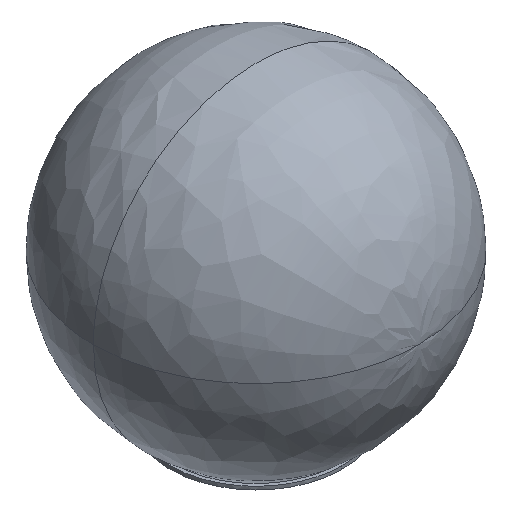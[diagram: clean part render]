
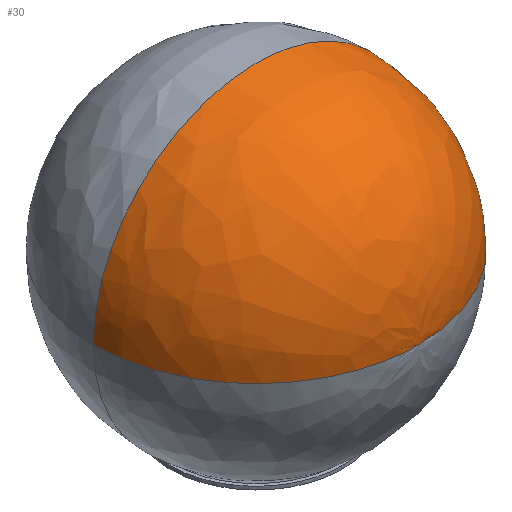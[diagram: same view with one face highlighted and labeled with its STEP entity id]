
A CAD part, isometric view. The second image highlights one B-rep face of the part: STEP entity #30.
In plain terms, the highlighted free-form (B-spline) face has degree [2, 2] with [5, 3] control points.
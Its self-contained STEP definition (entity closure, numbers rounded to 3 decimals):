
#30=ADVANCED_FACE($,(#92),#730,.T.);
#92=FACE_OUTER_BOUND($,#154,.T.);
#154=EDGE_LOOP($,(#240,#241,#242,#243));
#240=ORIENTED_EDGE($,*,*,#509,.T.);
#241=ORIENTED_EDGE($,*,*,#510,.T.);
#242=ORIENTED_EDGE($,*,*,#511,.T.);
#243=ORIENTED_EDGE($,*,*,#508,.T.);
#508=EDGE_CURVE($,#644,#645,#795,.T.);
#509=EDGE_CURVE($,#645,#646,#796,.T.);
#510=EDGE_CURVE($,#646,#647,#797,.T.);
#511=EDGE_CURVE($,#647,#644,#798,.T.);
#644=VERTEX_POINT($,#1871);
#645=VERTEX_POINT($,#1872);
#646=VERTEX_POINT($,#1873);
#647=VERTEX_POINT($,#1874);
#730=(
BOUNDED_SURFACE()
B_SPLINE_SURFACE(2,2,((#1653,#1654,#1655),(#1656,#1657,#1658),(#1659,#1660,
#1661),(#1662,#1663,#1664),(#1665,#1666,#1667)),.UNSPECIFIED.,.F.,.F.,.F.)
B_SPLINE_SURFACE_WITH_KNOTS((3,2,3),(3,3),(0.,51.444,102.888),
(105.789,211.578),.UNSPECIFIED.)
GEOMETRIC_REPRESENTATION_ITEM()
RATIONAL_B_SPLINE_SURFACE(((1.,0.707,1.),(0.707,
0.5,0.707),(1.,0.707,1.),(0.707,0.5,
0.707),(1.,0.707,1.)))
REPRESENTATION_ITEM($)
SURFACE()
);
#795=(
BOUNDED_CURVE()
B_SPLINE_CURVE(2,(#1207,#1208,#1209),.UNSPECIFIED.,.F.,.F.)
B_SPLINE_CURVE_WITH_KNOTS((3,3),(-211.578,-105.789),.UNSPECIFIED.)
CURVE()
GEOMETRIC_REPRESENTATION_ITEM()
RATIONAL_B_SPLINE_CURVE((1.,0.707,1.))
REPRESENTATION_ITEM($)
);
#796=(
BOUNDED_CURVE()
B_SPLINE_CURVE(2,(#1210,#1211,#1212),.UNSPECIFIED.,.F.,.F.)
B_SPLINE_CURVE_WITH_KNOTS((3,3),(79.189,189.827),.UNSPECIFIED.)
CURVE()
GEOMETRIC_REPRESENTATION_ITEM()
RATIONAL_B_SPLINE_CURVE((1.,0.707,1.))
REPRESENTATION_ITEM($)
);
#797=(
BOUNDED_CURVE()
B_SPLINE_CURVE(2,(#1213,#1214,#1215),.UNSPECIFIED.,.F.,.F.)
B_SPLINE_CURVE_WITH_KNOTS((3,3),(0.,110.638),.UNSPECIFIED.)
CURVE()
GEOMETRIC_REPRESENTATION_ITEM()
RATIONAL_B_SPLINE_CURVE((1.,0.707,1.))
REPRESENTATION_ITEM($)
);
#798=(
BOUNDED_CURVE()
B_SPLINE_CURVE(2,(#1216,#1217,#1218),.UNSPECIFIED.,.F.,.F.)
B_SPLINE_CURVE_WITH_KNOTS((3,3),(105.789,211.578),.UNSPECIFIED.)
CURVE()
GEOMETRIC_REPRESENTATION_ITEM()
RATIONAL_B_SPLINE_CURVE((1.,0.707,1.))
REPRESENTATION_ITEM($)
);
#1207=CARTESIAN_POINT($,(0.,-70.,69.544));
#1208=CARTESIAN_POINT($,(70.,-70.,69.544));
#1209=CARTESIAN_POINT($,(70.,0.,69.544));
#1210=CARTESIAN_POINT($,(70.,0.,69.544));
#1211=CARTESIAN_POINT($,(70.,0.,139.544));
#1212=CARTESIAN_POINT($,(0.,0.,139.544));
#1213=CARTESIAN_POINT($,(0.,0.,139.544));
#1214=CARTESIAN_POINT($,(-70.,0.,139.544));
#1215=CARTESIAN_POINT($,(-70.,0.,69.544));
#1216=CARTESIAN_POINT($,(-70.,0.,69.544));
#1217=CARTESIAN_POINT($,(-70.,-70.,69.544));
#1218=CARTESIAN_POINT($,(0.,-70.,69.544));
#1653=CARTESIAN_POINT($,(70.,0.,69.544));
#1654=CARTESIAN_POINT($,(70.,-70.,69.544));
#1655=CARTESIAN_POINT($,(0.,-70.,69.544));
#1656=CARTESIAN_POINT($,(70.,0.,139.544));
#1657=CARTESIAN_POINT($,(70.,-70.,139.544));
#1658=CARTESIAN_POINT($,(0.,-70.,69.544));
#1659=CARTESIAN_POINT($,(0.,0.,139.544));
#1660=CARTESIAN_POINT($,(0.,-70.,139.544));
#1661=CARTESIAN_POINT($,(0.,-70.,69.544));
#1662=CARTESIAN_POINT($,(-70.,0.,139.544));
#1663=CARTESIAN_POINT($,(-70.,-70.,139.544));
#1664=CARTESIAN_POINT($,(0.,-70.,69.544));
#1665=CARTESIAN_POINT($,(-70.,0.,69.544));
#1666=CARTESIAN_POINT($,(-70.,-70.,69.544));
#1667=CARTESIAN_POINT($,(0.,-70.,69.544));
#1871=CARTESIAN_POINT($,(0.,-70.,69.544));
#1872=CARTESIAN_POINT($,(70.,0.,69.544));
#1873=CARTESIAN_POINT($,(0.,0.,139.544));
#1874=CARTESIAN_POINT($,(-70.,0.,69.544));
